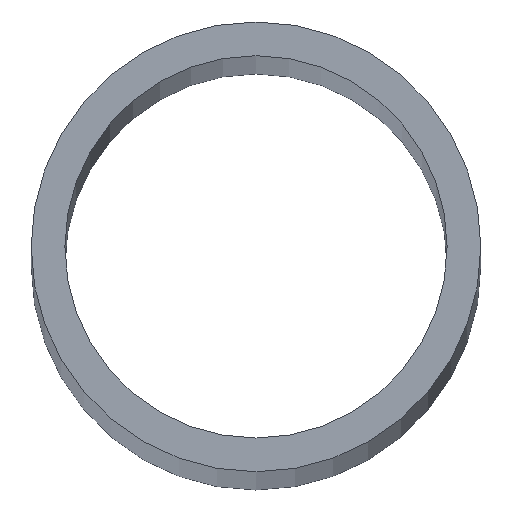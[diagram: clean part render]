
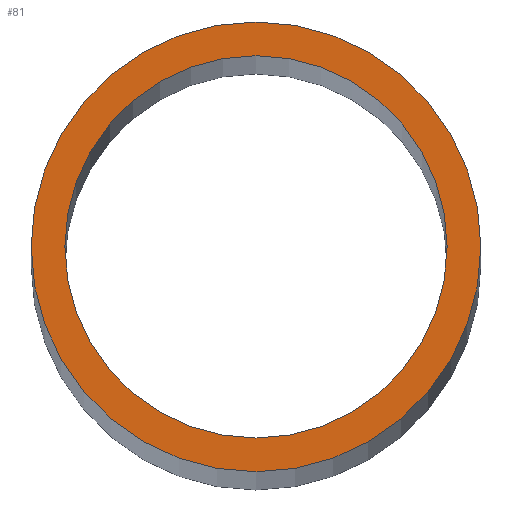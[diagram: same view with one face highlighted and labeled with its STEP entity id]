
A CAD part, top view. The second image highlights one B-rep face of the part: STEP entity #81.
In plain terms, the highlighted planar face has unit normal (0, 0, 1).
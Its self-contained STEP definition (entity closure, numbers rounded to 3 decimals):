
#18 = ORIENTED_EDGE ( 'NONE', *, *, #116, .F. ) ;
#24 = ORIENTED_EDGE ( 'NONE', *, *, #113, .T. ) ;
#26 = ORIENTED_EDGE ( 'NONE', *, *, #111, .F. ) ;
#37 = FACE_BOUND ( 'NONE', #71, .T. ) ;
#51 = CIRCLE ( 'NONE', #120, 8.5 ) ;
#53 = CIRCLE ( 'NONE', #97, 10. ) ;
#55 = CIRCLE ( 'NONE', #96, 10. ) ;
#57 = FACE_OUTER_BOUND ( 'NONE', #75, .T. ) ;
#60 = CIRCLE ( 'NONE', #119, 8.5 ) ;
#71 = EDGE_LOOP ( 'NONE', ( #26, #18 ) ) ;
#74 = ORIENTED_EDGE ( 'NONE', *, *, #115, .T. ) ;
#75 = EDGE_LOOP ( 'NONE', ( #74, #24 ) ) ;
#81 = ADVANCED_FACE ( 'NONE', ( #57, #37 ), #149, .T. ) ;
#96 = AXIS2_PLACEMENT_3D ( 'NONE', #186, #182, #181 ) ;
#97 = AXIS2_PLACEMENT_3D ( 'NONE', #178, #176, #175 ) ;
#101 = AXIS2_PLACEMENT_3D ( 'NONE', #148, #131, #151 ) ;
#111 = EDGE_CURVE ( 'NONE', #128, #122, #60, .T. ) ;
#113 = EDGE_CURVE ( 'NONE', #125, #123, #55, .T. ) ;
#115 = EDGE_CURVE ( 'NONE', #123, #125, #53, .T. ) ;
#116 = EDGE_CURVE ( 'NONE', #122, #128, #51, .T. ) ;
#119 = AXIS2_PLACEMENT_3D ( 'NONE', #162, #189, #124 ) ;
#120 = AXIS2_PLACEMENT_3D ( 'NONE', #180, #173, #172 ) ;
#122 = VERTEX_POINT ( 'NONE', #167 ) ;
#123 = VERTEX_POINT ( 'NONE', #166 ) ;
#124 = DIRECTION ( 'NONE',  ( 1., 0., 0. ) ) ;
#125 = VERTEX_POINT ( 'NONE', #159 ) ;
#128 = VERTEX_POINT ( 'NONE', #210 ) ;
#131 = DIRECTION ( 'NONE',  ( 0., 0., 1. ) ) ;
#148 = CARTESIAN_POINT ( 'NONE',  ( 0., 0., 465. ) ) ;
#149 = PLANE ( 'NONE',  #101 ) ;
#151 = DIRECTION ( 'NONE',  ( 1., 0., 0. ) ) ;
#159 = CARTESIAN_POINT ( 'NONE',  ( 10., 0., 465. ) ) ;
#162 = CARTESIAN_POINT ( 'NONE',  ( 0., 0., 465. ) ) ;
#166 = CARTESIAN_POINT ( 'NONE',  ( -10., 0., 465. ) ) ;
#167 = CARTESIAN_POINT ( 'NONE',  ( 8.5, 0., 465. ) ) ;
#172 = DIRECTION ( 'NONE',  ( 1., 0., 0. ) ) ;
#173 = DIRECTION ( 'NONE',  ( 0., 0., 1. ) ) ;
#175 = DIRECTION ( 'NONE',  ( 1., 0., 0. ) ) ;
#176 = DIRECTION ( 'NONE',  ( 0., 0., 1. ) ) ;
#178 = CARTESIAN_POINT ( 'NONE',  ( 0., 0., 465. ) ) ;
#180 = CARTESIAN_POINT ( 'NONE',  ( 0., 0., 465. ) ) ;
#181 = DIRECTION ( 'NONE',  ( 1., 0., 0. ) ) ;
#182 = DIRECTION ( 'NONE',  ( 0., 0., 1. ) ) ;
#186 = CARTESIAN_POINT ( 'NONE',  ( 0., 0., 465. ) ) ;
#189 = DIRECTION ( 'NONE',  ( 0., 0., 1. ) ) ;
#210 = CARTESIAN_POINT ( 'NONE',  ( -8.5, 0., 465. ) ) ;
